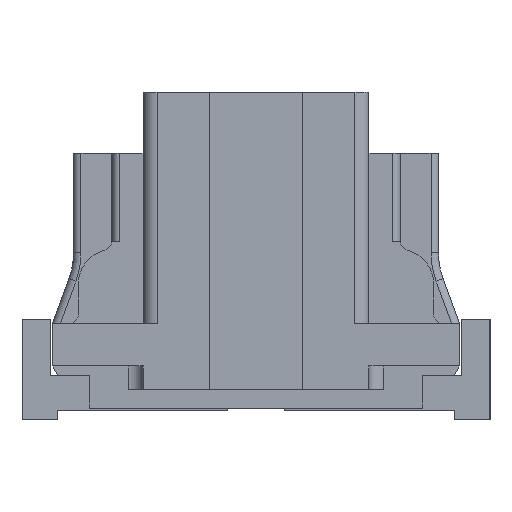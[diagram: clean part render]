
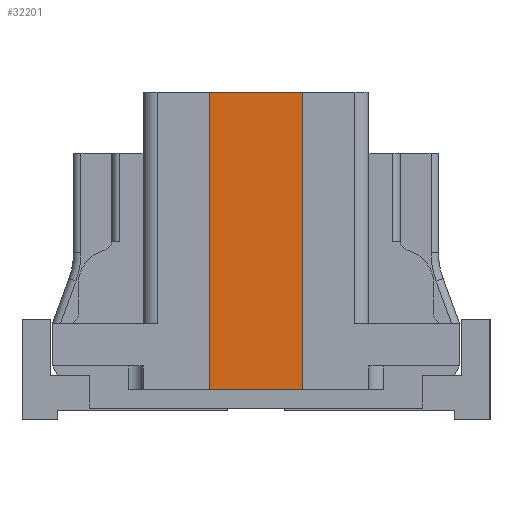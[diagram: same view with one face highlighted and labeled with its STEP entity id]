
A CAD part, left-side view. The second image highlights one B-rep face of the part: STEP entity #32201.
In plain terms, the highlighted planar face has unit normal (-1, 0, 0).
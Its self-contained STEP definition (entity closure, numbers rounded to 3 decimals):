
#29400=CARTESIAN_POINT('',(-5.46,-0.5,0.325));
#29401=VERTEX_POINT('',#29400);
#29408=CARTESIAN_POINT('',(-5.46,0.5,0.325));
#29409=VERTEX_POINT('',#29408);
#29410=CARTESIAN_POINT('',(-5.46,-0.5,0.325));
#29411=DIRECTION('',(0.0,1.0,0.0));
#29412=VECTOR('',#29411,1.);
#29413=LINE('',#29410,#29412);
#29414=EDGE_CURVE('',#29401,#29409,#29413,.T.);
#32159=CARTESIAN_POINT('',(-5.46,0.5,3.5));
#32160=VERTEX_POINT('',#32159);
#32161=CARTESIAN_POINT('',(-5.46,0.5,3.5));
#32162=DIRECTION('',(0.0,0.0,-1.0));
#32163=VECTOR('',#32162,3.175);
#32164=LINE('',#32161,#32163);
#32165=EDGE_CURVE('',#32160,#29409,#32164,.T.);
#32178=CARTESIAN_POINT('',(-5.46,0.5,3.5));
#32179=DIRECTION('',(-1.0,0.0,0.0));
#32180=DIRECTION('',(0.0,0.0,1.0));
#32181=AXIS2_PLACEMENT_3D('',#32178,#32179,#32180);
#32182=PLANE('',#32181);
#32183=CARTESIAN_POINT('',(-5.46,-0.5,3.5));
#32184=VERTEX_POINT('',#32183);
#32185=CARTESIAN_POINT('',(-5.46,-0.5,3.5));
#32186=DIRECTION('',(0.0,0.0,-1.0));
#32187=VECTOR('',#32186,3.175);
#32188=LINE('',#32185,#32187);
#32189=EDGE_CURVE('',#32184,#29401,#32188,.T.);
#32190=ORIENTED_EDGE('',*,*,#32189,.F.);
#32191=CARTESIAN_POINT('',(-5.46,0.5,3.5));
#32192=DIRECTION('',(0.0,-1.0,0.0));
#32193=VECTOR('',#32192,1.);
#32194=LINE('',#32191,#32193);
#32195=EDGE_CURVE('',#32160,#32184,#32194,.T.);
#32196=ORIENTED_EDGE('',*,*,#32195,.F.);
#32197=ORIENTED_EDGE('',*,*,#32165,.T.);
#32198=ORIENTED_EDGE('',*,*,#29414,.F.);
#32199=EDGE_LOOP('',(#32190,#32196,#32197,#32198));
#32200=FACE_OUTER_BOUND('',#32199,.T.);
#32201=ADVANCED_FACE('',(#32200),#32182,.T.);
